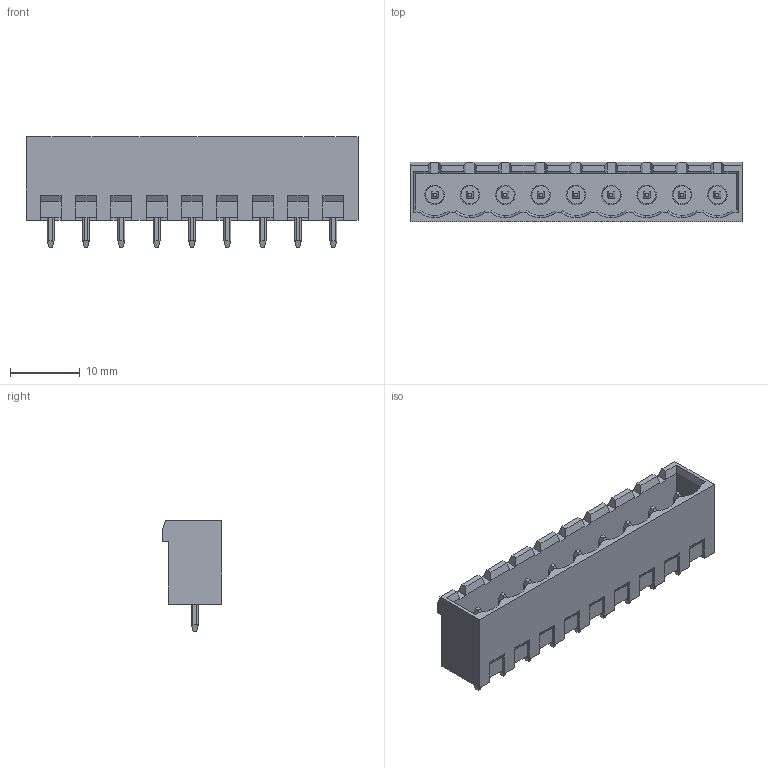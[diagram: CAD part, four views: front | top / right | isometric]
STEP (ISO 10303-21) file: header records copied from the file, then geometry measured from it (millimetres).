
FILE_DESCRIPTION(('STEP AP214'),'1');
FILE_NAME('cctmp_B65B6412-8F32-42BB-9FF4-21B613948A6E_2023_02_03_16_56_51_0437_13188..stp','2023-02-03T16:56:51',('PHOENIX CONTACT Deutschland GmbH'),('CADClick - www.CADClick.com'),'Spatial InterOp 3D',' ','unknown authorization');
FILE_SCHEMA(('AUTOMOTIVE_DESIGN'));
Length unit declared in the file: millimetre
Products named in the file (11): 2023_02_03_16_56_50_0953; 2023_02_03_16_56_51_0437; 2023_02_03_16_56_51_0421; 2023_02_03_16_56_51_0406; 2023_02_03_16_56_51_0390; 2023_02_03_16_56_51_0375; 2023_02_03_16_56_51_0359; 2023_02_03_16_56_51_0343; 2023_02_03_16_56_51_0328; 2023_02_03_16_56_51_0312; 2023_02_03_16_56_51_0281
Assembly tree (10 placements, depth 2):
  2023_02_03_16_56_50_0953
    2023_02_03_16_56_51_0437
    2023_02_03_16_56_51_0421
    2023_02_03_16_56_51_0406
    2023_02_03_16_56_51_0390
    2023_02_03_16_56_51_0375
    2023_02_03_16_56_51_0359
    2023_02_03_16_56_51_0343
    2023_02_03_16_56_51_0328
    2023_02_03_16_56_51_0312
    2023_02_03_16_56_51_0281
Bounding box: 47.72 x 8.57 x 15.9 mm (x, y, z)
Volume: 2259.8 mm3; surface area: 3713.4 mm2
Topology: 10 solids, 10 shells, 826 faces, 2336 edges, 1562 vertices
Faces by surface type: plane 581, cylinder 200, cone 36, sphere 9
Entity records: 55714 total; most frequent: CARTESIAN_POINT 9859, ORIENTED_EDGE 4672, STYLED_ITEM 4347, PRESENTATION_STYLE_ASSIGNMENT 4347, COLOUR_RGB 4347, DIRECTION 4131, EDGE_CURVE 2336, CURVE_STYLE 2208
